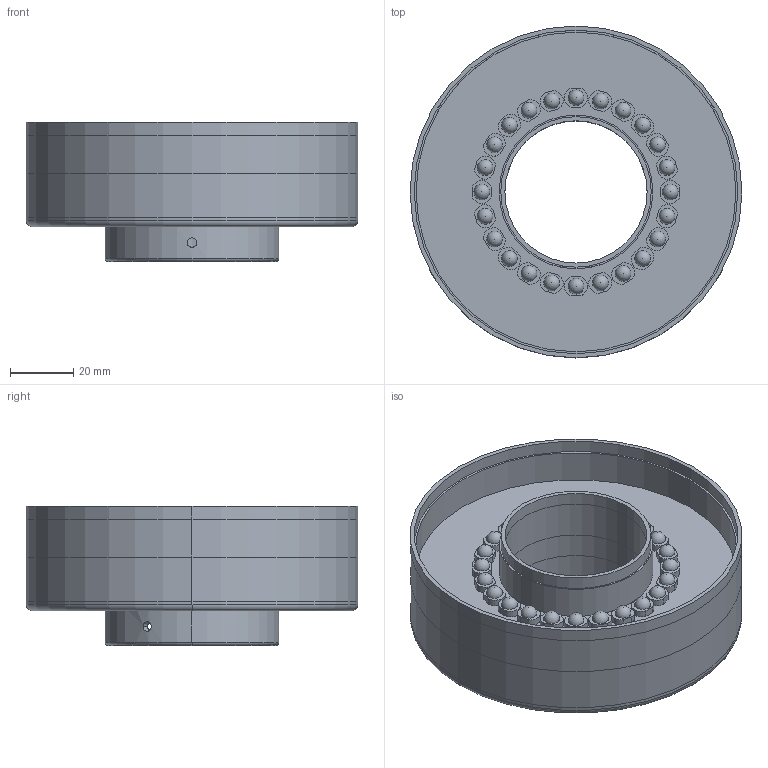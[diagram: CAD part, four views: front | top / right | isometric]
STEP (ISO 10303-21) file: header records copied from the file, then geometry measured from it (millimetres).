
FILE_DESCRIPTION(('FreeCAD Model'),'2;1');
FILE_NAME('К72.STEP','2021-03-12T16:04:39',( 'Author'),(''),'Open CASCADE STEP processor 7.3','FreeCAD','Unknown' );
FILE_SCHEMA(('AUTOMOTIVE_DESIGN { 1 0 10303 214 1 1 1 1 }'));
Length unit declared in the file: millimetre
Products named in the file (4): ?2; K72; 膴樖錼膻嬅膰豵鵨趌獥鍕; ?4plate
Assembly tree (3 placements, depth 2):
  ?2
    K72
    膴樖錼膻嬅膰豵鵨趌獥鍕
    ?4plate
Bounding box: 105 x 105 x 44 mm (x, y, z)
Volume: 85491.8 mm3; surface area: 75202.2 mm2
Topology: 16 solids, 16 shells, 294 faces, 1279 edges, 2660 vertices
Faces by surface type: plane 131, cylinder 127, sphere 24, cone 6, torus 6
Entity records: 33834 total; most frequent: CARTESIAN_POINT 13495, DIRECTION 3536, LINE 1576, VECTOR 1576, ORIENTED_EDGE 1434, PCURVE 1434, DEFINITIONAL_REPRESENTATION 1434, AXIS2_PLACEMENT_3D 886
